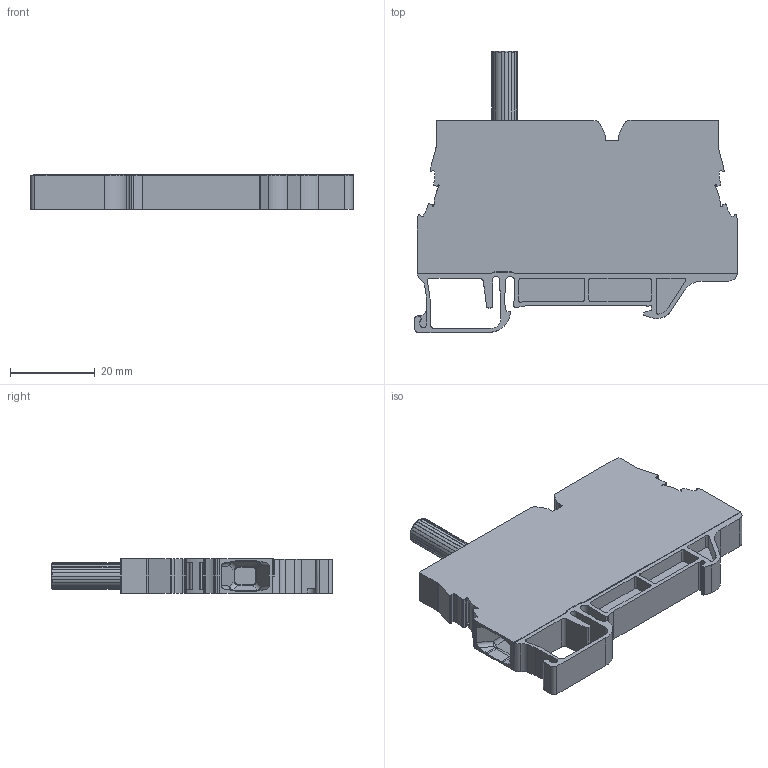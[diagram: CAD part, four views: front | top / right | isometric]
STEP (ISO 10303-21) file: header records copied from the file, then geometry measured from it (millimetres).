
FILE_DESCRIPTION (( 'STEP AP203' ), '1' );
FILE_NAME ('MRK 6 Test Klemens - Tesk Test Kovanlý.STEP', '2019-03-21T07:50:42', ( '' ), ( '' ), 'SwSTEP 2.0', 'SolidWorks 2011', '' );
FILE_SCHEMA (( 'CONFIG_CONTROL_DESIGN' ));
Length unit declared in the file: millimetre
Products named in the file (1): MRK 6 Test Klemens - Tesk Test Kovanlý
Bounding box: 76.05 x 66.3 x 8.1 mm (x, y, z)
Volume: 18361.4 mm3; surface area: 13298.2 mm2
Topology: 1 solids, 1 shells, 624 faces, 1748 edges, 1142 vertices
Faces by surface type: plane 295, cylinder 267, bspline 27, torus 19, sphere 10, cone 6
Entity records: 21527 total; most frequent: CARTESIAN_POINT 5233, ORIENTED_EDGE 3496, DIRECTION 3404, EDGE_CURVE 1748, AXIS2_PLACEMENT_3D 1202, VERTEX_POINT 1142, LINE 1000, VECTOR 1000
